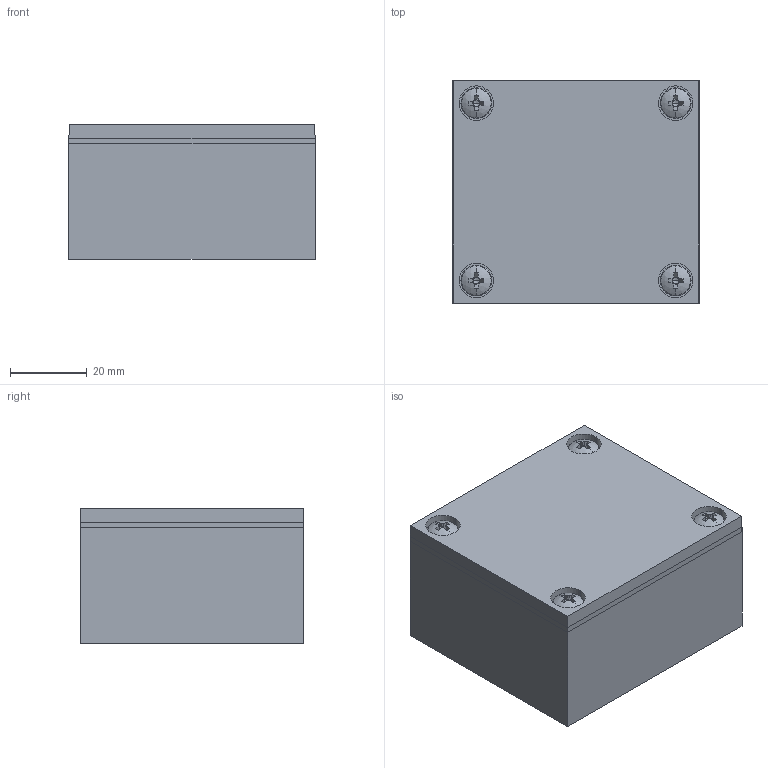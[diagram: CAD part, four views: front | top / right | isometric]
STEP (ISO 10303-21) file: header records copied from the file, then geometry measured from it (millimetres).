
FILE_DESCRIPTION (( 'STEP AP214' ), '1' );
FILE_NAME ('2011304.stp', '2020-11-30T16:21:00', ( '' ), ( '' ), 'SwSTEP 2.0', 'SolidWorks 2020', '' );
FILE_SCHEMA (( 'AUTOMOTIVE_DESIGN' ));
Length unit declared in the file: millimetre
Products named in the file (4): 2011304; 064360_060503; 064350_060603; P_063643_1_ISO 7045 - M4 x 12 - Z --- 12N
Assembly tree (6 placements, depth 2):
  2011304
    064350_060603
    064360_060503
    P_063643_1_ISO 7045 - M4 x 12 - Z --- 12N  x4
Bounding box: 64 x 58 x 35 mm (x, y, z)
Volume: 61210.6 mm3; surface area: 32998.8 mm2
Topology: 6 solids, 6 shells, 226 faces, 570 edges, 360 vertices
Faces by surface type: plane 146, cylinder 32, cone 24, torus 16, sphere 8
Entity records: 3934 total; most frequent: CARTESIAN_POINT 680, DIRECTION 654, ORIENTED_EDGE 632, EDGE_CURVE 316, LINE 228, VECTOR 228, AXIS2_PLACEMENT_3D 213, VERTEX_POINT 207
